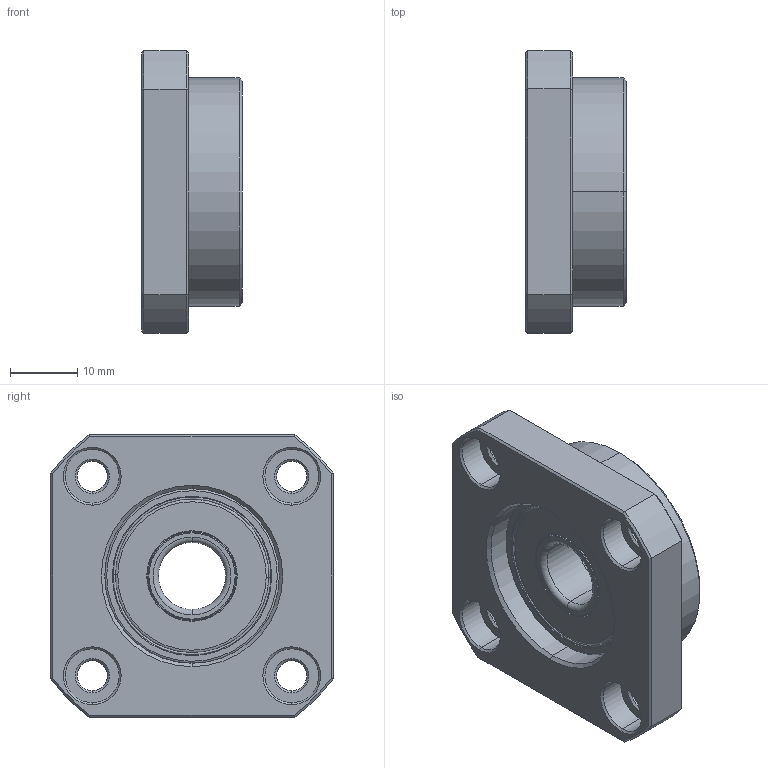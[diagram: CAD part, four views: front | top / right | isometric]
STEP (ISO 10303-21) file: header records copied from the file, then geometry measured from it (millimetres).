
FILE_DESCRIPTION (( 'STEP AP214' ), '1' );
FILE_NAME ('FFN12-Rollco.step', '2023-04-27T09:19:12', ( '' ), ( '' ), 'SwSTEP 2.0', 'SolidWorks 2010', '' );
FILE_SCHEMA (( 'AUTOMOTIVE_DESIGN' ));
Length unit declared in the file: millimetre
Products named in the file (1): FFN12-Rollco
Bounding box: 15 x 42 x 42 mm (x, y, z)
Volume: 12457.1 mm3; surface area: 9451.3 mm2
Topology: 5 solids, 5 shells, 191 faces, 396 edges, 224 vertices
Faces by surface type: torus 66, cylinder 52, cone 42, plane 31
Entity records: 5186 total; most frequent: DIRECTION 1038, CARTESIAN_POINT 860, ORIENTED_EDGE 792, AXIS2_PLACEMENT_3D 466, EDGE_CURVE 396, CIRCLE 274, VERTEX_POINT 224, EDGE_LOOP 218
